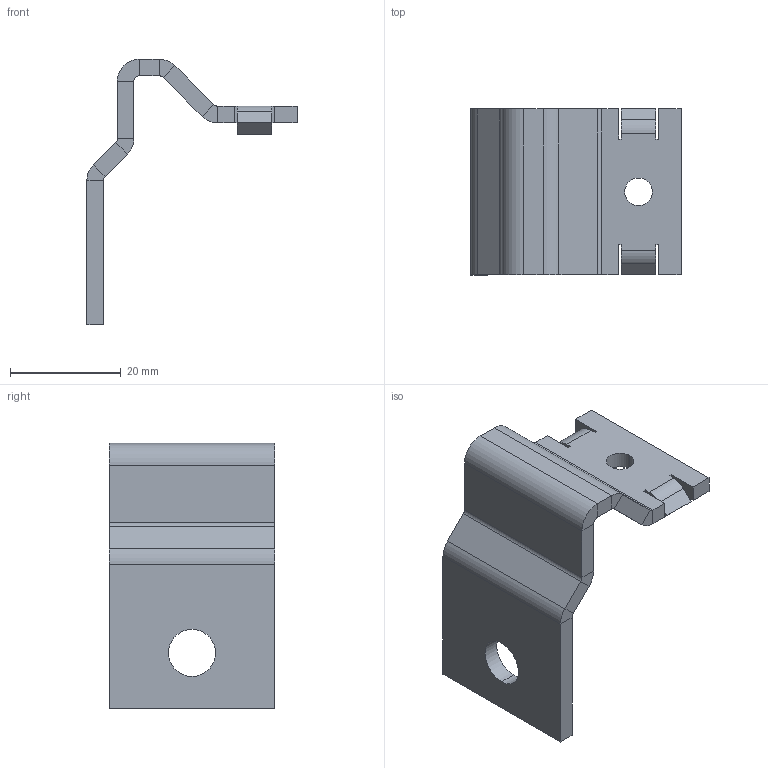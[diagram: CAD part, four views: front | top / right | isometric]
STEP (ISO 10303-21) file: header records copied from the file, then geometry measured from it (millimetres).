
FILE_DESCRIPTION (( 'STEP AP203' ), '1' );
FILE_NAME ('095770939.STEP', '2017-01-23T07:34:03', ( '' ), ( '' ), 'SwSTEP 2.0', 'SolidWorks 2016', '' );
FILE_SCHEMA (( 'CONFIG_CONTROL_DESIGN' ));
Length unit declared in the file: millimetre
Products named in the file (1): 095770939
Bounding box: 38 x 30 x 48 mm (x, y, z)
Volume: 7096.6 mm3; surface area: 5658.8 mm2
Topology: 1 solids, 1 shells, 82 faces, 184 edges, 104 vertices
Faces by surface type: plane 64, cylinder 18
Entity records: 2281 total; most frequent: DIRECTION 386, CARTESIAN_POINT 371, ORIENTED_EDGE 368, EDGE_CURVE 184, VECTOR 148, LINE 148, AXIS2_PLACEMENT_3D 119, VERTEX_POINT 104
